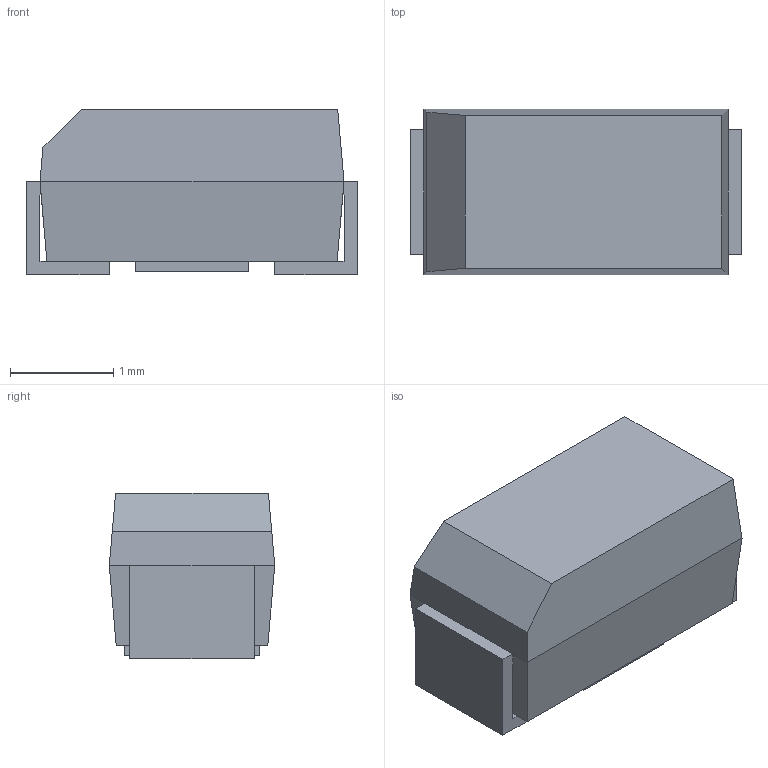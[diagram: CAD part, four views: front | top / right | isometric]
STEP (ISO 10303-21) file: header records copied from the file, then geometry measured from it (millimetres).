
FILE_DESCRIPTION (( 'STEP AP214' ), '1' );
FILE_NAME ('AA282B66-E31B-453B-80CC-4B505B7A04CF.STEP', '2009-04-15T19:55:05', ( 'sysAdmin' ), ( 'SolidWorks' ), 'SwSTEP 2.0', 'SolidWorks 2009', '' );
FILE_SCHEMA (( 'AUTOMOTIVE_DESIGN' ));
Length unit declared in the file: millimetre
Products named in the file (1): AA282B66-E31B-453B-80CC-4B505B7A04CF
Bounding box: 3.2 x 1.6 x 1.6 mm (x, y, z)
Volume: 7 mm3; surface area: 26.9 mm2
Topology: 1 solids, 1 shells, 34 faces, 93 edges, 58 vertices
Faces by surface type: plane 34
Entity records: 1182 total; most frequent: ORIENTED_EDGE 186, CARTESIAN_POINT 186, DIRECTION 163, EDGE_CURVE 93, VECTOR 93, LINE 93, VERTEX_POINT 58, EDGE_LOOP 35
